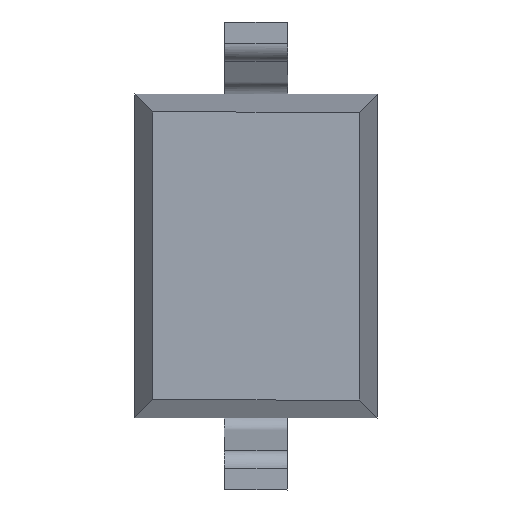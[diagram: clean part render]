
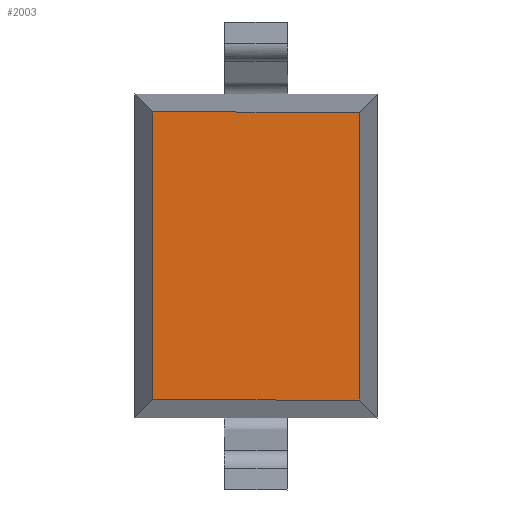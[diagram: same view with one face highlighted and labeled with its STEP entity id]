
A CAD part, front view. The second image highlights one B-rep face of the part: STEP entity #2003.
In plain terms, the highlighted planar face has unit normal (0, -1, 0).
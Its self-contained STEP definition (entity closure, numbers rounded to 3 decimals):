
#908 = PLANE('',#909);
#909 = AXIS2_PLACEMENT_3D('',#910,#911,#912);
#910 = CARTESIAN_POINT('',(312.818,11.788,
    82.234));
#911 = DIRECTION('',(0.,-0.164,-0.986
    ));
#912 = DIRECTION('',(0.,0.986,-0.164)
  );
#1852 = PLANE('',#1853);
#1853 = AXIS2_PLACEMENT_3D('',#1854,#1855,#1856);
#1854 = CARTESIAN_POINT('',(312.818,9.612,
    83.934));
#1855 = DIRECTION('',(0.,-0.164,0.986)
  );
#1856 = DIRECTION('',(0.,-0.986,
    -0.164));
#1909 = EDGE_CURVE('',#1910,#1912,#1914,.T.);
#1910 = VERTEX_POINT('',#1911);
#1911 = CARTESIAN_POINT('',(311.313,10.4,
    82.465));
#1912 = VERTEX_POINT('',#1913);
#1913 = CARTESIAN_POINT('',(311.313,10.4,
    84.065));
#1914 = SURFACE_CURVE('',#1915,(#1918,#1929),.PCURVE_S1.);
#1915 = B_SPLINE_CURVE_WITH_KNOTS('',1,(#1916,#1917),.UNSPECIFIED.,.F.,
  .F.,(2,2),(0.,1.6),.PIECEWISE_BEZIER_KNOTS.);
#1916 = CARTESIAN_POINT('',(311.313,10.4,
    82.465));
#1917 = CARTESIAN_POINT('',(311.313,10.4,
    84.065));
#1918 = PCURVE('',#1919,#1924);
#1919 = PLANE('',#1920);
#1920 = AXIS2_PLACEMENT_3D('',#1921,#1922,#1923);
#1921 = CARTESIAN_POINT('',(311.444,9.612,
    84.465));
#1922 = DIRECTION('',(-0.986,-0.164,0.
    ));
#1923 = DIRECTION('',(-0.164,0.986,0.)
  );
#1924 = DEFINITIONAL_REPRESENTATION('',(#1925),#1928);
#1925 = B_SPLINE_CURVE_WITH_KNOTS('',1,(#1926,#1927),.UNSPECIFIED.,.F.,
  .F.,(2,2),(0.,1.6),.PIECEWISE_BEZIER_KNOTS.);
#1926 = CARTESIAN_POINT('',(0.799,2.));
#1927 = CARTESIAN_POINT('',(0.799,0.4));
#1928 = ( GEOMETRIC_REPRESENTATION_CONTEXT(2) 
PARAMETRIC_REPRESENTATION_CONTEXT() REPRESENTATION_CONTEXT('2D SPACE',''
  ) );
#1929 = PCURVE('',#1930,#1935);
#1930 = PLANE('',#1931);
#1931 = AXIS2_PLACEMENT_3D('',#1932,#1933,#1934);
#1932 = CARTESIAN_POINT('',(312.698,10.4,
    84.345));
#1933 = DIRECTION('',(0.,-1.,0.));
#1934 = DIRECTION('',(0.,0.,
    1.));
#1935 = DEFINITIONAL_REPRESENTATION('',(#1936),#1939);
#1936 = B_SPLINE_CURVE_WITH_KNOTS('',1,(#1937,#1938),.UNSPECIFIED.,.F.,
  .F.,(2,2),(0.,1.6),.PIECEWISE_BEZIER_KNOTS.);
#1937 = CARTESIAN_POINT('',(-1.88,1.385));
#1938 = CARTESIAN_POINT('',(-0.28,1.385));
#1939 = ( GEOMETRIC_REPRESENTATION_CONTEXT(2) 
PARAMETRIC_REPRESENTATION_CONTEXT() REPRESENTATION_CONTEXT('2D SPACE',''
  ) );
#2003 = ADVANCED_FACE('',(#2004),#1930,.T.);
#2004 = FACE_BOUND('',#2005,.T.);
#2005 = EDGE_LOOP('',(#2006,#2026,#2051,#2069));
#2006 = ORIENTED_EDGE('',*,*,#2007,.F.);
#2007 = EDGE_CURVE('',#2008,#1910,#2010,.T.);
#2008 = VERTEX_POINT('',#2009);
#2009 = CARTESIAN_POINT('',(312.463,10.4,
    82.465));
#2010 = SURFACE_CURVE('',#2011,(#2014,#2020),.PCURVE_S1.);
#2011 = B_SPLINE_CURVE_WITH_KNOTS('',1,(#2012,#2013),.UNSPECIFIED.,.F.,
  .F.,(2,2),(-1.15,0.),.PIECEWISE_BEZIER_KNOTS.);
#2012 = CARTESIAN_POINT('',(312.463,10.4,
    82.465));
#2013 = CARTESIAN_POINT('',(311.313,10.4,
    82.465));
#2014 = PCURVE('',#1930,#2015);
#2015 = DEFINITIONAL_REPRESENTATION('',(#2016),#2019);
#2016 = B_SPLINE_CURVE_WITH_KNOTS('',1,(#2017,#2018),.UNSPECIFIED.,.F.,
  .F.,(2,2),(-1.15,0.),.PIECEWISE_BEZIER_KNOTS.);
#2017 = CARTESIAN_POINT('',(-1.88,0.235));
#2018 = CARTESIAN_POINT('',(-1.88,1.385));
#2019 = ( GEOMETRIC_REPRESENTATION_CONTEXT(2) 
PARAMETRIC_REPRESENTATION_CONTEXT() REPRESENTATION_CONTEXT('2D SPACE',''
  ) );
#2020 = PCURVE('',#908,#2021);
#2021 = DEFINITIONAL_REPRESENTATION('',(#2022),#2025);
#2022 = B_SPLINE_CURVE_WITH_KNOTS('',1,(#2023,#2024),.UNSPECIFIED.,.F.,
  .F.,(2,2),(-1.15,0.),.PIECEWISE_BEZIER_KNOTS.);
#2023 = CARTESIAN_POINT('',(-1.407,-0.355));
#2024 = CARTESIAN_POINT('',(-1.407,-1.505));
#2025 = ( GEOMETRIC_REPRESENTATION_CONTEXT(2) 
PARAMETRIC_REPRESENTATION_CONTEXT() REPRESENTATION_CONTEXT('2D SPACE',''
  ) );
#2026 = ORIENTED_EDGE('',*,*,#2027,.F.);
#2027 = EDGE_CURVE('',#2028,#2008,#2030,.T.);
#2028 = VERTEX_POINT('',#2029);
#2029 = CARTESIAN_POINT('',(312.463,10.4,
    84.065));
#2030 = SURFACE_CURVE('',#2031,(#2034,#2040),.PCURVE_S1.);
#2031 = B_SPLINE_CURVE_WITH_KNOTS('',1,(#2032,#2033),.UNSPECIFIED.,.F.,
  .F.,(2,2),(-1.6,0.),.PIECEWISE_BEZIER_KNOTS.);
#2032 = CARTESIAN_POINT('',(312.463,10.4,
    84.065));
#2033 = CARTESIAN_POINT('',(312.463,10.4,
    82.465));
#2034 = PCURVE('',#1930,#2035);
#2035 = DEFINITIONAL_REPRESENTATION('',(#2036),#2039);
#2036 = B_SPLINE_CURVE_WITH_KNOTS('',1,(#2037,#2038),.UNSPECIFIED.,.F.,
  .F.,(2,2),(-1.6,0.),.PIECEWISE_BEZIER_KNOTS.);
#2037 = CARTESIAN_POINT('',(-0.28,0.235));
#2038 = CARTESIAN_POINT('',(-1.88,0.235));
#2039 = ( GEOMETRIC_REPRESENTATION_CONTEXT(2) 
PARAMETRIC_REPRESENTATION_CONTEXT() REPRESENTATION_CONTEXT('2D SPACE',''
  ) );
#2040 = PCURVE('',#2041,#2046);
#2041 = PLANE('',#2042);
#2042 = AXIS2_PLACEMENT_3D('',#2043,#2044,#2045);
#2043 = CARTESIAN_POINT('',(312.331,9.612,
    84.465));
#2044 = DIRECTION('',(0.986,-0.164,0.
    ));
#2045 = DIRECTION('',(-0.164,-0.986,0.
    ));
#2046 = DEFINITIONAL_REPRESENTATION('',(#2047),#2050);
#2047 = B_SPLINE_CURVE_WITH_KNOTS('',1,(#2048,#2049),.UNSPECIFIED.,.F.,
  .F.,(2,2),(-1.6,0.),.PIECEWISE_BEZIER_KNOTS.);
#2048 = CARTESIAN_POINT('',(-0.799,0.4));
#2049 = CARTESIAN_POINT('',(-0.799,2.));
#2050 = ( GEOMETRIC_REPRESENTATION_CONTEXT(2) 
PARAMETRIC_REPRESENTATION_CONTEXT() REPRESENTATION_CONTEXT('2D SPACE',''
  ) );
#2051 = ORIENTED_EDGE('',*,*,#2052,.F.);
#2052 = EDGE_CURVE('',#1912,#2028,#2053,.T.);
#2053 = SURFACE_CURVE('',#2054,(#2057,#2063),.PCURVE_S1.);
#2054 = B_SPLINE_CURVE_WITH_KNOTS('',1,(#2055,#2056),.UNSPECIFIED.,.F.,
  .F.,(2,2),(-1.15,0.),.PIECEWISE_BEZIER_KNOTS.);
#2055 = CARTESIAN_POINT('',(311.313,10.4,
    84.065));
#2056 = CARTESIAN_POINT('',(312.463,10.4,
    84.065));
#2057 = PCURVE('',#1930,#2058);
#2058 = DEFINITIONAL_REPRESENTATION('',(#2059),#2062);
#2059 = B_SPLINE_CURVE_WITH_KNOTS('',1,(#2060,#2061),.UNSPECIFIED.,.F.,
  .F.,(2,2),(-1.15,0.),.PIECEWISE_BEZIER_KNOTS.);
#2060 = CARTESIAN_POINT('',(-0.28,1.385));
#2061 = CARTESIAN_POINT('',(-0.28,0.235));
#2062 = ( GEOMETRIC_REPRESENTATION_CONTEXT(2) 
PARAMETRIC_REPRESENTATION_CONTEXT() REPRESENTATION_CONTEXT('2D SPACE',''
  ) );
#2063 = PCURVE('',#1852,#2064);
#2064 = DEFINITIONAL_REPRESENTATION('',(#2065),#2068);
#2065 = B_SPLINE_CURVE_WITH_KNOTS('',1,(#2066,#2067),.UNSPECIFIED.,.F.,
  .F.,(2,2),(-1.15,0.),.PIECEWISE_BEZIER_KNOTS.);
#2066 = CARTESIAN_POINT('',(-0.799,-1.505));
#2067 = CARTESIAN_POINT('',(-0.799,-0.355));
#2068 = ( GEOMETRIC_REPRESENTATION_CONTEXT(2) 
PARAMETRIC_REPRESENTATION_CONTEXT() REPRESENTATION_CONTEXT('2D SPACE',''
  ) );
#2069 = ORIENTED_EDGE('',*,*,#1909,.F.);
